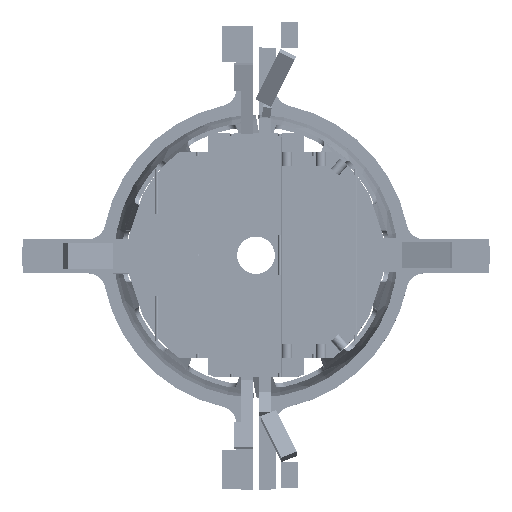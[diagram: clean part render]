
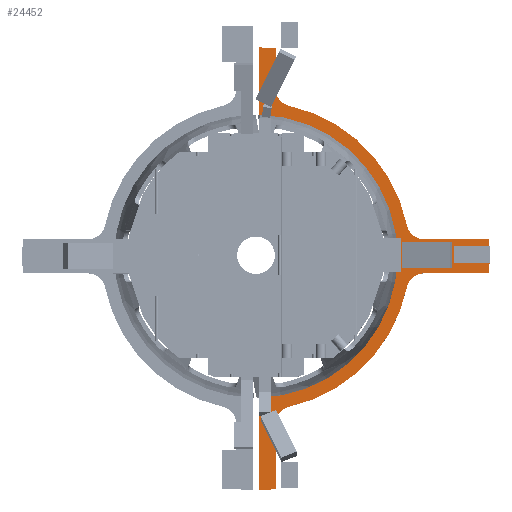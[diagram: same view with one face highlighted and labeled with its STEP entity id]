
A CAD part, top view. The second image highlights one B-rep face of the part: STEP entity #24452.
In plain terms, the highlighted planar face has unit normal (0, 0, 1).
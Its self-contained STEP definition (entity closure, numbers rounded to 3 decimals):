
#23929=CARTESIAN_POINT('',(18.0,88.182,-231.0));
#23930=VERTEX_POINT('',#23929);
#23937=CARTESIAN_POINT('',(87.895,19.35,-231.0));
#23938=VERTEX_POINT('',#23937);
#23939=CARTESIAN_POINT('',(0.,0.,-231.0));
#23940=DIRECTION('',(0.0,0.0,1.0));
#23941=DIRECTION('',(1.0,0.0,0.0));
#23942=AXIS2_PLACEMENT_3D('',#23939,#23940,#23941);
#23943=CIRCLE('',#23942,90.0);
#23944=EDGE_CURVE('',#23938,#23930,#23943,.T.);
#23969=CARTESIAN_POINT('',(10.0,97.98,-231.0));
#23970=VERTEX_POINT('',#23969);
#23977=CARTESIAN_POINT('',(20.0,97.98,-231.0));
#23978=DIRECTION('',(0.0,0.0,1.0));
#23979=DIRECTION('',(1.0,0.0,0.0));
#23980=AXIS2_PLACEMENT_3D('',#23977,#23978,#23979);
#23981=CIRCLE('',#23980,10.0);
#23982=EDGE_CURVE('',#23930,#23970,#23981,.F.);
#24001=CARTESIAN_POINT('',(10.0,136.133,-231.0));
#24002=VERTEX_POINT('',#24001);
#24009=CARTESIAN_POINT('',(10.0,136.133,-231.0));
#24010=DIRECTION('',(0.0,-1.0,0.0));
#24011=VECTOR('',#24010,38.154);
#24012=LINE('',#24009,#24011);
#24013=EDGE_CURVE('',#23970,#24002,#24012,.F.);
#24033=CARTESIAN_POINT('',(-10.0,136.133,-231.0));
#24034=VERTEX_POINT('',#24033);
#24041=CARTESIAN_POINT('',(0.,0.,-231.0));
#24042=DIRECTION('',(0.0,0.0,1.0));
#24043=DIRECTION('',(1.0,0.0,0.0));
#24044=AXIS2_PLACEMENT_3D('',#24041,#24042,#24043);
#24045=CIRCLE('',#24044,136.5);
#24046=EDGE_CURVE('',#24002,#24034,#24045,.T.);
#24065=CARTESIAN_POINT('',(-10.0,97.98,-231.0));
#24066=VERTEX_POINT('',#24065);
#24073=CARTESIAN_POINT('',(-10.0,136.133,-231.0));
#24074=DIRECTION('',(0.0,-1.0,0.0));
#24075=VECTOR('',#24074,38.154);
#24076=LINE('',#24073,#24075);
#24077=EDGE_CURVE('',#24034,#24066,#24076,.T.);
#24097=CARTESIAN_POINT('',(-18.0,88.182,-231.0));
#24098=VERTEX_POINT('',#24097);
#24105=CARTESIAN_POINT('',(-20.0,97.98,-231.0));
#24106=DIRECTION('',(0.0,0.0,1.0));
#24107=DIRECTION('',(1.0,0.0,0.0));
#24108=AXIS2_PLACEMENT_3D('',#24105,#24106,#24107);
#24109=CIRCLE('',#24108,10.0);
#24110=EDGE_CURVE('',#24066,#24098,#24109,.F.);
#24130=CARTESIAN_POINT('',(-87.895,19.35,-231.0));
#24131=VERTEX_POINT('',#24130);
#24138=CARTESIAN_POINT('',(0.,0.,-231.0));
#24139=DIRECTION('',(0.0,0.0,1.0));
#24140=DIRECTION('',(1.0,0.0,0.0));
#24141=AXIS2_PLACEMENT_3D('',#24138,#24139,#24140);
#24142=CIRCLE('',#24141,90.0);
#24143=EDGE_CURVE('',#24098,#24131,#24142,.T.);
#24163=CARTESIAN_POINT('',(-97.661,11.5,-231.0));
#24164=VERTEX_POINT('',#24163);
#24171=CARTESIAN_POINT('',(-97.661,21.5,-231.0));
#24172=DIRECTION('',(0.0,0.0,1.0));
#24173=DIRECTION('',(1.0,0.0,0.0));
#24174=AXIS2_PLACEMENT_3D('',#24171,#24172,#24173);
#24175=CIRCLE('',#24174,10.0);
#24176=EDGE_CURVE('',#24131,#24164,#24175,.F.);
#24195=CARTESIAN_POINT('',(-121.457,11.5,-231.0));
#24196=VERTEX_POINT('',#24195);
#24203=CARTESIAN_POINT('',(-97.661,11.5,-231.0));
#24204=DIRECTION('',(-1.0,0.0,0.0));
#24205=VECTOR('',#24204,23.795);
#24206=LINE('',#24203,#24205);
#24207=EDGE_CURVE('',#24164,#24196,#24206,.T.);
#24227=CARTESIAN_POINT('',(-121.991,1.5,-231.0));
#24228=VERTEX_POINT('',#24227);
#24235=CARTESIAN_POINT('',(0.,0.,-231.0));
#24236=DIRECTION('',(0.0,0.0,1.0));
#24237=DIRECTION('',(1.0,0.0,0.0));
#24238=AXIS2_PLACEMENT_3D('',#24235,#24236,#24237);
#24239=CIRCLE('',#24238,122.);
#24240=EDGE_CURVE('',#24196,#24228,#24239,.T.);
#24259=CARTESIAN_POINT('',(-79.986,1.5,-231.0));
#24260=VERTEX_POINT('',#24259);
#24267=CARTESIAN_POINT('',(-79.986,1.5,-231.0));
#24268=DIRECTION('',(-1.0,0.0,0.0));
#24269=VECTOR('',#24268,42.005);
#24270=LINE('',#24267,#24269);
#24271=EDGE_CURVE('',#24228,#24260,#24270,.F.);
#24291=CARTESIAN_POINT('',(79.986,1.5,-231.0));
#24292=VERTEX_POINT('',#24291);
#24299=CARTESIAN_POINT('',(0.,0.,-231.0));
#24300=DIRECTION('',(0.0,0.0,1.0));
#24301=DIRECTION('',(1.0,0.0,0.0));
#24302=AXIS2_PLACEMENT_3D('',#24299,#24300,#24301);
#24303=CIRCLE('',#24302,80.0);
#24304=EDGE_CURVE('',#24260,#24292,#24303,.F.);
#24323=CARTESIAN_POINT('',(136.492,1.5,-231.0));
#24324=VERTEX_POINT('',#24323);
#24331=CARTESIAN_POINT('',(136.492,1.5,-231.0));
#24332=DIRECTION('',(-1.0,0.0,0.0));
#24333=VECTOR('',#24332,56.506);
#24334=LINE('',#24331,#24333);
#24335=EDGE_CURVE('',#24292,#24324,#24334,.F.);
#24355=CARTESIAN_POINT('',(136.015,11.5,-231.0));
#24356=VERTEX_POINT('',#24355);
#24363=CARTESIAN_POINT('',(0.,0.,-231.0));
#24364=DIRECTION('',(0.0,0.0,1.0));
#24365=DIRECTION('',(1.0,0.0,0.0));
#24366=AXIS2_PLACEMENT_3D('',#24363,#24364,#24365);
#24367=CIRCLE('',#24366,136.5);
#24368=EDGE_CURVE('',#24324,#24356,#24367,.T.);
#24387=CARTESIAN_POINT('',(97.661,11.5,-231.0));
#24388=VERTEX_POINT('',#24387);
#24395=CARTESIAN_POINT('',(136.015,11.5,-231.0));
#24396=DIRECTION('',(-1.0,0.0,0.0));
#24397=VECTOR('',#24396,38.353);
#24398=LINE('',#24395,#24397);
#24399=EDGE_CURVE('',#24356,#24388,#24398,.T.);
#24418=CARTESIAN_POINT('',(97.661,21.5,-231.0));
#24419=DIRECTION('',(0.0,0.0,1.0));
#24420=DIRECTION('',(1.0,0.0,0.0));
#24421=AXIS2_PLACEMENT_3D('',#24418,#24419,#24420);
#24422=CIRCLE('',#24421,10.0);
#24423=EDGE_CURVE('',#24388,#23938,#24422,.F.);
#24429=CARTESIAN_POINT('',(0.,0.,-231.0));
#24430=DIRECTION('',(0.0,0.0,1.0));
#24431=DIRECTION('',(1.0,0.0,0.0));
#24432=AXIS2_PLACEMENT_3D('',#24429,#24430,#24431);
#24433=PLANE('',#24432);
#24434=ORIENTED_EDGE('',*,*,#23944,.T.);
#24435=ORIENTED_EDGE('',*,*,#23982,.T.);
#24436=ORIENTED_EDGE('',*,*,#24013,.T.);
#24437=ORIENTED_EDGE('',*,*,#24046,.T.);
#24438=ORIENTED_EDGE('',*,*,#24077,.T.);
#24439=ORIENTED_EDGE('',*,*,#24110,.T.);
#24440=ORIENTED_EDGE('',*,*,#24143,.T.);
#24441=ORIENTED_EDGE('',*,*,#24176,.T.);
#24442=ORIENTED_EDGE('',*,*,#24207,.T.);
#24443=ORIENTED_EDGE('',*,*,#24240,.T.);
#24444=ORIENTED_EDGE('',*,*,#24271,.T.);
#24445=ORIENTED_EDGE('',*,*,#24304,.T.);
#24446=ORIENTED_EDGE('',*,*,#24335,.T.);
#24447=ORIENTED_EDGE('',*,*,#24368,.T.);
#24448=ORIENTED_EDGE('',*,*,#24399,.T.);
#24449=ORIENTED_EDGE('',*,*,#24423,.T.);
#24450=EDGE_LOOP('',(#24434,#24435,#24436,#24437,#24438,#24439,#24440,#24441,#24442,#24443,#24444,#24445,#24446,#24447,#24448,#24449));
#24451=FACE_OUTER_BOUND('',#24450,.T.);
#24452=ADVANCED_FACE('',(#24451),#24433,.T.);
